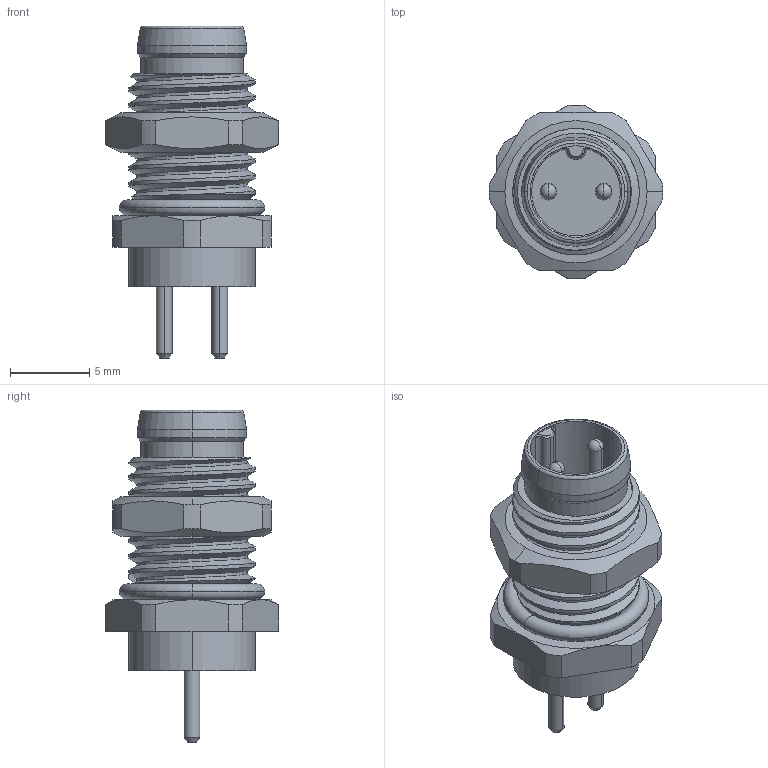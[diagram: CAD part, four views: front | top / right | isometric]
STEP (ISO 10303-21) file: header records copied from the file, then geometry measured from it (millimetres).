
FILE_DESCRIPTION((''),'2;1');
FILE_NAME('PRT0001223322','2025-09-23T',('gongcheng16'),(''),'PRO/ENGINEER BY PARAMETRIC TECHNOLOGY CORPORATION, 2010280','PRO/ENGINEER BY PARAMETRIC TECHNOLOGY CORPORATION, 2010280','');
FILE_SCHEMA(('CONFIG_CONTROL_DESIGN'));
Length unit declared in the file: millimetre
Products named in the file (1): PRT0001223322
Bounding box: 11 x 10.99 x 21 mm (x, y, z)
Volume: 243.2 mm3; surface area: 2024.2 mm2
Topology: 1 solids, 7 shells, 271 faces, 634 edges, 397 vertices
Faces by surface type: cylinder 104, plane 89, cone 47, torus 15, bspline 12, sphere 4
Entity records: 11206 total; most frequent: CARTESIAN_POINT 4946, DIRECTION 1336, ORIENTED_EDGE 1260, EDGE_CURVE 630, AXIS2_PLACEMENT_3D 538, VERTEX_POINT 397, EDGE_LOOP 305, CIRCLE 278
